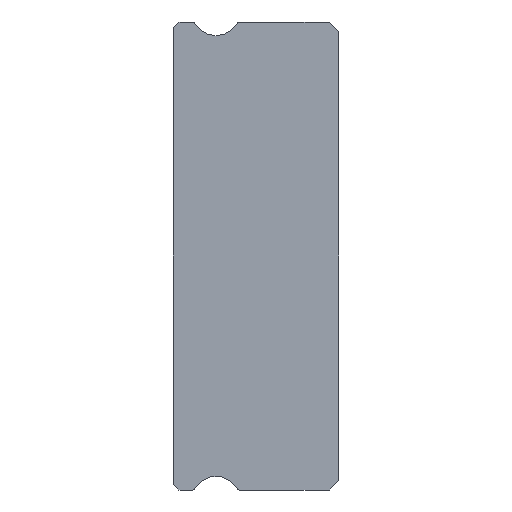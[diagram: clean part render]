
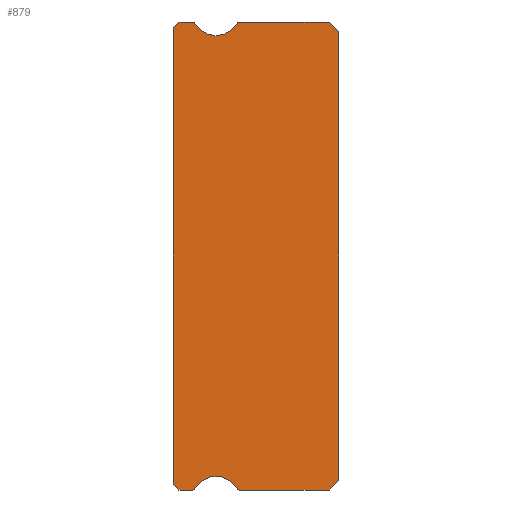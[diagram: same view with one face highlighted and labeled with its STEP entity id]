
A CAD part, left-side view. The second image highlights one B-rep face of the part: STEP entity #879.
In plain terms, the highlighted planar face has unit normal (-1, 0, 0).
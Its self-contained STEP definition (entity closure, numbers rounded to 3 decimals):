
#4 = VERTEX_POINT ( 'NONE', #173 ) ;
#22 = DIRECTION ( 'NONE',  ( 0., -0.707, -0.707 ) ) ;
#79 = AXIS2_PLACEMENT_3D ( 'NONE', #1619, #6262, #1653 ) ;
#128 = DIRECTION ( 'NONE',  ( 0., 0.707, -0.707 ) ) ;
#173 = CARTESIAN_POINT ( 'NONE',  ( -15., 7.383, 11.925 ) ) ;
#190 = VECTOR ( 'NONE', #4560, 1000. ) ;
#211 = DIRECTION ( 'NONE',  ( 0., -1., 0. ) ) ;
#313 = VECTOR ( 'NONE', #5633, 1000. ) ;
#353 = CIRCLE ( 'NONE', #2057, 0.15 ) ;
#416 = CARTESIAN_POINT ( 'NONE',  ( -15., 5.088, -12. ) ) ;
#478 = ORIENTED_EDGE ( 'NONE', *, *, #2050, .T. ) ;
#521 = DIRECTION ( 'NONE',  ( 0., 0., -1. ) ) ;
#563 = VECTOR ( 'NONE', #2196, 1000. ) ;
#753 = EDGE_CURVE ( 'NONE', #1730, #3402, #5260, .T. ) ;
#795 = DIRECTION ( 'NONE',  ( 0., -0.707, -0.707 ) ) ;
#863 = CARTESIAN_POINT ( 'NONE',  ( -15., 0.5, 12. ) ) ;
#879 = ADVANCED_FACE ( 'NONE', ( #4343 ), #6408, .F. ) ;
#930 = CARTESIAN_POINT ( 'NONE',  ( -15., 0., -11.5 ) ) ;
#966 = DIRECTION ( 'NONE',  ( 0., 0., -1. ) ) ;
#1084 = AXIS2_PLACEMENT_3D ( 'NONE', #3840, #2265, #5902 ) ;
#1133 = CARTESIAN_POINT ( 'NONE',  ( -15., 7.512, 12. ) ) ;
#1202 = CARTESIAN_POINT ( 'NONE',  ( -15., 8.5, 11.7 ) ) ;
#1221 = LINE ( 'NONE', #3244, #3008 ) ;
#1375 = VERTEX_POINT ( 'NONE', #5781 ) ;
#1398 = CARTESIAN_POINT ( 'NONE',  ( -15., 7.512, -12. ) ) ;
#1439 = DIRECTION ( 'NONE',  ( -1., 0., 0. ) ) ;
#1474 = ORIENTED_EDGE ( 'NONE', *, *, #2137, .F. ) ;
#1619 = CARTESIAN_POINT ( 'NONE',  ( -15., 5.088, 11.85 ) ) ;
#1620 = CARTESIAN_POINT ( 'NONE',  ( -15., 6.3, 12.55 ) ) ;
#1653 = DIRECTION ( 'NONE',  ( 0., 0., -1. ) ) ;
#1669 = CARTESIAN_POINT ( 'NONE',  ( -15., 7.512, -11.85 ) ) ;
#1682 = ORIENTED_EDGE ( 'NONE', *, *, #4909, .T. ) ;
#1711 = ORIENTED_EDGE ( 'NONE', *, *, #2414, .F. ) ;
#1723 = EDGE_CURVE ( 'NONE', #5967, #4, #353, .T. ) ;
#1730 = VERTEX_POINT ( 'NONE', #2059 ) ;
#1743 = ORIENTED_EDGE ( 'NONE', *, *, #753, .F. ) ;
#1764 = AXIS2_PLACEMENT_3D ( 'NONE', #5505, #1999, #5546 ) ;
#1840 = CARTESIAN_POINT ( 'NONE',  ( -15., 6.3, 11.3 ) ) ;
#1902 = ORIENTED_EDGE ( 'NONE', *, *, #3434, .F. ) ;
#1999 = DIRECTION ( 'NONE',  ( -1., 0., 0. ) ) ;
#2050 = EDGE_CURVE ( 'NONE', #2433, #2201, #2482, .T. ) ;
#2057 = AXIS2_PLACEMENT_3D ( 'NONE', #2631, #4135, #5185 ) ;
#2059 = CARTESIAN_POINT ( 'NONE',  ( -15., 5.088, 12. ) ) ;
#2108 = DIRECTION ( 'NONE',  ( 0., 0., -1. ) ) ;
#2137 = EDGE_CURVE ( 'NONE', #2433, #2963, #6208, .T. ) ;
#2196 = DIRECTION ( 'NONE',  ( 0., -1., 0. ) ) ;
#2201 = VERTEX_POINT ( 'NONE', #3835 ) ;
#2265 = DIRECTION ( 'NONE',  ( 1., 0., 0. ) ) ;
#2414 = EDGE_CURVE ( 'NONE', #2835, #5738, #3013, .T. ) ;
#2433 = VERTEX_POINT ( 'NONE', #2537 ) ;
#2482 = LINE ( 'NONE', #4561, #3457 ) ;
#2489 = CARTESIAN_POINT ( 'NONE',  ( -15., 0., 11.5 ) ) ;
#2505 = EDGE_CURVE ( 'NONE', #4, #5132, #4857, .T. ) ;
#2522 = ORIENTED_EDGE ( 'NONE', *, *, #1723, .F. ) ;
#2523 = CIRCLE ( 'NONE', #2961, 0.15 ) ;
#2537 = CARTESIAN_POINT ( 'NONE',  ( -15., 8.5, -11.7 ) ) ;
#2631 = CARTESIAN_POINT ( 'NONE',  ( -15., 7.512, 11.85 ) ) ;
#2640 = VERTEX_POINT ( 'NONE', #3828 ) ;
#2710 = ORIENTED_EDGE ( 'NONE', *, *, #5320, .T. ) ;
#2780 = CIRCLE ( 'NONE', #4088, 0.15 ) ;
#2835 = VERTEX_POINT ( 'NONE', #4602 ) ;
#2933 = CARTESIAN_POINT ( 'NONE',  ( -15., 5.217, 11.925 ) ) ;
#2961 = AXIS2_PLACEMENT_3D ( 'NONE', #1669, #6340, #2108 ) ;
#2963 = VERTEX_POINT ( 'NONE', #6288 ) ;
#2982 = DIRECTION ( 'NONE',  ( 0., 0.707, -0.707 ) ) ;
#3008 = VECTOR ( 'NONE', #211, 1000. ) ;
#3013 = LINE ( 'NONE', #930, #3117 ) ;
#3117 = VECTOR ( 'NONE', #2982, 1000. ) ;
#3192 = CIRCLE ( 'NONE', #79, 0.15 ) ;
#3244 = CARTESIAN_POINT ( 'NONE',  ( -15., 7.512, -12. ) ) ;
#3274 = CIRCLE ( 'NONE', #3717, 1.25 ) ;
#3322 = CARTESIAN_POINT ( 'NONE',  ( -15., 0., 11.5 ) ) ;
#3365 = EDGE_CURVE ( 'NONE', #3402, #3769, #5934, .T. ) ;
#3402 = VERTEX_POINT ( 'NONE', #5465 ) ;
#3434 = EDGE_CURVE ( 'NONE', #5738, #4422, #6041, .T. ) ;
#3457 = VECTOR ( 'NONE', #22, 1000. ) ;
#3644 = VERTEX_POINT ( 'NONE', #6184 ) ;
#3668 = AXIS2_PLACEMENT_3D ( 'NONE', #1620, #5156, #521 ) ;
#3717 = AXIS2_PLACEMENT_3D ( 'NONE', #4108, #1439, #966 ) ;
#3769 = VERTEX_POINT ( 'NONE', #3322 ) ;
#3783 = EDGE_CURVE ( 'NONE', #4422, #3644, #2780, .T. ) ;
#3825 = VECTOR ( 'NONE', #128, 1000. ) ;
#3828 = CARTESIAN_POINT ( 'NONE',  ( -15., 8.2, 12. ) ) ;
#3835 = CARTESIAN_POINT ( 'NONE',  ( -15., 8.2, -12. ) ) ;
#3840 = CARTESIAN_POINT ( 'NONE',  ( -15., 7.512, 11.85 ) ) ;
#3947 = DIRECTION ( 'NONE',  ( 1., 0., 0. ) ) ;
#4001 = ORIENTED_EDGE ( 'NONE', *, *, #5030, .T. ) ;
#4014 = LINE ( 'NONE', #5640, #190 ) ;
#4088 = AXIS2_PLACEMENT_3D ( 'NONE', #4418, #3947, #4460 ) ;
#4108 = CARTESIAN_POINT ( 'NONE',  ( -15., 6.3, -12.55 ) ) ;
#4135 = DIRECTION ( 'NONE',  ( 1., 0., 0. ) ) ;
#4157 = VECTOR ( 'NONE', #5646, 1000. ) ;
#4269 = CARTESIAN_POINT ( 'NONE',  ( -15., 8.5, 11.85 ) ) ;
#4299 = EDGE_CURVE ( 'NONE', #2201, #1375, #1221, .T. ) ;
#4318 = VECTOR ( 'NONE', #6332, 1000. ) ;
#4343 = FACE_OUTER_BOUND ( 'NONE', #6092, .T. ) ;
#4371 = CIRCLE ( 'NONE', #1764, 1.25 ) ;
#4418 = CARTESIAN_POINT ( 'NONE',  ( -15., 5.088, -11.85 ) ) ;
#4422 = VERTEX_POINT ( 'NONE', #416 ) ;
#4460 = DIRECTION ( 'NONE',  ( 0., 0., -1. ) ) ;
#4560 = DIRECTION ( 'NONE',  ( 0., 1., 0. ) ) ;
#4561 = CARTESIAN_POINT ( 'NONE',  ( -15., 8.2, -12. ) ) ;
#4602 = CARTESIAN_POINT ( 'NONE',  ( -15., 0., -11.5 ) ) ;
#4743 = ORIENTED_EDGE ( 'NONE', *, *, #4299, .T. ) ;
#4857 = CIRCLE ( 'NONE', #3668, 1.25 ) ;
#4909 = EDGE_CURVE ( 'NONE', #2835, #3769, #5046, .T. ) ;
#5030 = EDGE_CURVE ( 'NONE', #2640, #2963, #6282, .T. ) ;
#5046 = LINE ( 'NONE', #2489, #4157 ) ;
#5071 = EDGE_CURVE ( 'NONE', #6659, #1375, #2523, .T. ) ;
#5132 = VERTEX_POINT ( 'NONE', #1840 ) ;
#5156 = DIRECTION ( 'NONE',  ( -1., 0., 0. ) ) ;
#5171 = VECTOR ( 'NONE', #795, 1000. ) ;
#5185 = DIRECTION ( 'NONE',  ( 0., 0., -1. ) ) ;
#5249 = EDGE_CURVE ( 'NONE', #3644, #6659, #3274, .T. ) ;
#5260 = LINE ( 'NONE', #1133, #563 ) ;
#5263 = EDGE_CURVE ( 'NONE', #5132, #6641, #4371, .T. ) ;
#5320 = EDGE_CURVE ( 'NONE', #5967, #2640, #4014, .T. ) ;
#5465 = CARTESIAN_POINT ( 'NONE',  ( -15., 0.5, 12. ) ) ;
#5505 = CARTESIAN_POINT ( 'NONE',  ( -15., 6.3, 12.55 ) ) ;
#5546 = DIRECTION ( 'NONE',  ( 0., 0., -1. ) ) ;
#5633 = DIRECTION ( 'NONE',  ( 0., 1., 0. ) ) ;
#5640 = CARTESIAN_POINT ( 'NONE',  ( -15., 8.2, 12. ) ) ;
#5646 = DIRECTION ( 'NONE',  ( 0., 0., 1. ) ) ;
#5738 = VERTEX_POINT ( 'NONE', #6003 ) ;
#5768 = ORIENTED_EDGE ( 'NONE', *, *, #5940, .F. ) ;
#5781 = CARTESIAN_POINT ( 'NONE',  ( -15., 7.512, -12. ) ) ;
#5785 = ORIENTED_EDGE ( 'NONE', *, *, #2505, .F. ) ;
#5833 = CARTESIAN_POINT ( 'NONE',  ( -15., 7.383, -11.925 ) ) ;
#5902 = DIRECTION ( 'NONE',  ( 0., 0., -1. ) ) ;
#5934 = LINE ( 'NONE', #863, #5171 ) ;
#5940 = EDGE_CURVE ( 'NONE', #6641, #1730, #3192, .T. ) ;
#5963 = CARTESIAN_POINT ( 'NONE',  ( -15., 7.512, 12. ) ) ;
#5967 = VERTEX_POINT ( 'NONE', #5963 ) ;
#6003 = CARTESIAN_POINT ( 'NONE',  ( -15., 0.5, -12. ) ) ;
#6041 = LINE ( 'NONE', #1398, #313 ) ;
#6092 = EDGE_LOOP ( 'NONE', ( #1474, #478, #4743, #6461, #6159, #6667, #1902, #1711, #1682, #6104, #1743, #5768, #6531, #5785, #2522, #2710, #4001 ) ) ;
#6104 = ORIENTED_EDGE ( 'NONE', *, *, #3365, .F. ) ;
#6159 = ORIENTED_EDGE ( 'NONE', *, *, #5249, .F. ) ;
#6184 = CARTESIAN_POINT ( 'NONE',  ( -15., 5.217, -11.925 ) ) ;
#6208 = LINE ( 'NONE', #4269, #4318 ) ;
#6262 = DIRECTION ( 'NONE',  ( 1., 0., 0. ) ) ;
#6282 = LINE ( 'NONE', #1202, #3825 ) ;
#6288 = CARTESIAN_POINT ( 'NONE',  ( -15., 8.5, 11.7 ) ) ;
#6332 = DIRECTION ( 'NONE',  ( 0., 0., 1. ) ) ;
#6340 = DIRECTION ( 'NONE',  ( 1., 0., 0. ) ) ;
#6408 = PLANE ( 'NONE',  #1084 ) ;
#6461 = ORIENTED_EDGE ( 'NONE', *, *, #5071, .F. ) ;
#6531 = ORIENTED_EDGE ( 'NONE', *, *, #5263, .F. ) ;
#6641 = VERTEX_POINT ( 'NONE', #2933 ) ;
#6659 = VERTEX_POINT ( 'NONE', #5833 ) ;
#6667 = ORIENTED_EDGE ( 'NONE', *, *, #3783, .F. ) ;
